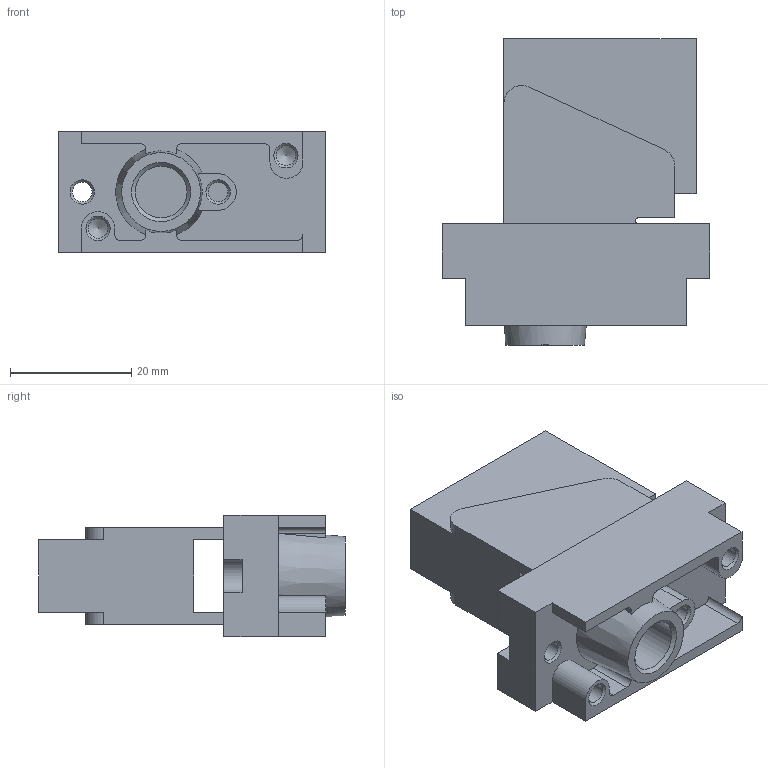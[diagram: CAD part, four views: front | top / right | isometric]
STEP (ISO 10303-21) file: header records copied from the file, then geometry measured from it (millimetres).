
FILE_DESCRIPTION(/* description */ ('STEP AP214'),/* implementation_level */ '2;1');
FILE_NAME(/* name */ '6484_PE-1_8-1N-SW',/* time_stamp */ '2024-09-13T17:22:29+02:00',/* author */ ('License CC BY-ND 4.0'),/* organization */ ('CADENAS'),/* preprocessor_version */ 'ST-DEVELOPER v19.3',/* originating_system */ 'PARTsolutions',/* authorisation */ ' ');
FILE_SCHEMA (('AUTOMOTIVE_DESIGN {1 0 10303 214 3 1 1}'));
Length unit declared in the file: millimetre
Products named in the file (1): 6484 PE-1/8-1N-SW
Bounding box: 44.2 x 50.5 x 20 mm (x, y, z)
Volume: 22129.3 mm3; surface area: 9057.5 mm2
Topology: 1 solids, 1 shells, 79 faces, 218 edges, 142 vertices
Faces by surface type: plane 47, cylinder 22, cone 10
Full cylindrical faces by diameter (mm): 3.242 x4, 8.566 x1
Entity records: 2459 total; most frequent: CARTESIAN_POINT 449, DIRECTION 407, ORIENTED_EDGE 398, EDGE_CURVE 199, VERTEX_POINT 140, AXIS2_PLACEMENT_3D 138, LINE 131, VECTOR 131
